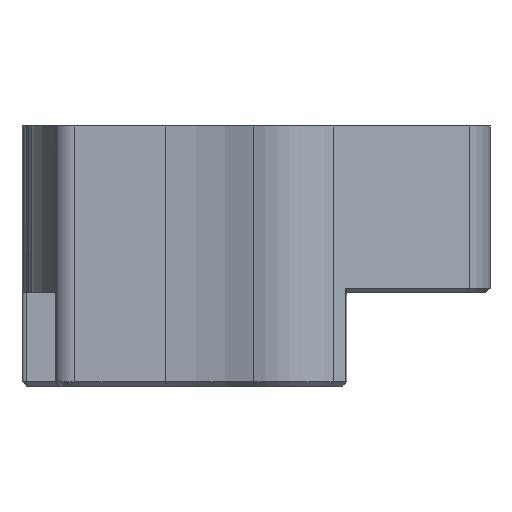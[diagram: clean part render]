
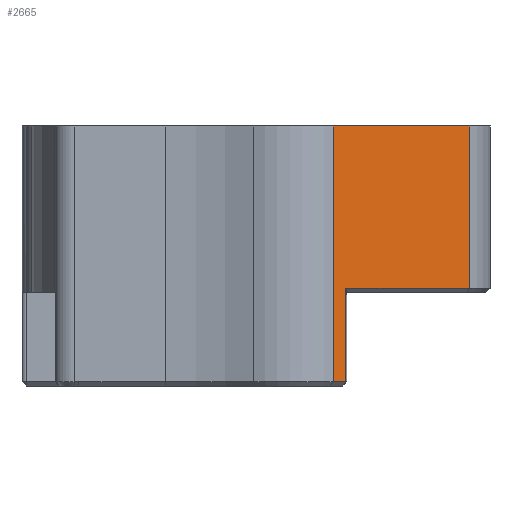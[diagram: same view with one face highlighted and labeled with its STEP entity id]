
A CAD part, left-side view. The second image highlights one B-rep face of the part: STEP entity #2665.
In plain terms, the highlighted planar face has unit normal (-0.703, -0.712, 0).
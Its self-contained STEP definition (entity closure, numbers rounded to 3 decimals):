
#82 = DIRECTION ( 'NONE',  ( -0.702, -0.712, 0. ) ) ;
#116 = CARTESIAN_POINT ( 'NONE',  ( -14.781, -22.634, -16. ) ) ;
#442 = CARTESIAN_POINT ( 'NONE',  ( -2.727, -34.531, -15.6 ) ) ;
#452 = LINE ( 'NONE', #116, #506 ) ;
#467 = VECTOR ( 'NONE', #3545, 1000. ) ;
#502 = CARTESIAN_POINT ( 'NONE',  ( -16.02, -21.411, 0. ) ) ;
#506 = VECTOR ( 'NONE', #1381, 1000. ) ;
#591 = CARTESIAN_POINT ( 'NONE',  ( -16.02, -21.411, -15.6 ) ) ;
#601 = CARTESIAN_POINT ( 'NONE',  ( -16.02, -21.411, -24.6 ) ) ;
#744 = DIRECTION ( 'NONE',  ( 0.712, -0.702, 0. ) ) ;
#809 = EDGE_CURVE ( 'NONE', #3464, #832, #452, .T. ) ;
#832 = VERTEX_POINT ( 'NONE', #2056 ) ;
#867 = CARTESIAN_POINT ( 'NONE',  ( -2.727, -34.531, -3. ) ) ;
#1083 = ORIENTED_EDGE ( 'NONE', *, *, #3919, .T. ) ;
#1182 = LINE ( 'NONE', #591, #2378 ) ;
#1268 = VECTOR ( 'NONE', #2064, 1000. ) ;
#1333 = VERTEX_POINT ( 'NONE', #1896 ) ;
#1381 = DIRECTION ( 'NONE',  ( 0., 0., 1. ) ) ;
#1398 = LINE ( 'NONE', #3900, #2905 ) ;
#1413 = CARTESIAN_POINT ( 'NONE',  ( -14.781, -22.634, -24.6 ) ) ;
#1514 = ORIENTED_EDGE ( 'NONE', *, *, #3513, .F. ) ;
#1534 = DIRECTION ( 'NONE',  ( 0.712, -0.702, 0. ) ) ;
#1631 = FACE_OUTER_BOUND ( 'NONE', #3902, .T. ) ;
#1761 = VERTEX_POINT ( 'NONE', #601 ) ;
#1896 = CARTESIAN_POINT ( 'NONE',  ( -16.02, -21.411, 0. ) ) ;
#1942 = ORIENTED_EDGE ( 'NONE', *, *, #809, .T. ) ;
#1961 = DIRECTION ( 'NONE',  ( 0.712, -0.702, 0. ) ) ;
#2056 = CARTESIAN_POINT ( 'NONE',  ( -14.781, -22.634, -15.6 ) ) ;
#2064 = DIRECTION ( 'NONE',  ( 0., 0., 1. ) ) ;
#2215 = EDGE_CURVE ( 'NONE', #1761, #3464, #1398, .T. ) ;
#2277 = PLANE ( 'NONE',  #2977 ) ;
#2303 = VERTEX_POINT ( 'NONE', #2617 ) ;
#2378 = VECTOR ( 'NONE', #1534, 1000. ) ;
#2437 = LINE ( 'NONE', #867, #1268 ) ;
#2617 = CARTESIAN_POINT ( 'NONE',  ( -2.727, -34.531, 0. ) ) ;
#2665 = ADVANCED_FACE ( 'NONE', ( #1631 ), #2277, .T. ) ;
#2905 = VECTOR ( 'NONE', #744, 1000. ) ;
#2977 = AXIS2_PLACEMENT_3D ( 'NONE', #3890, #82, #1961 ) ;
#3015 = DIRECTION ( 'NONE',  ( 0.712, -0.702, 0. ) ) ;
#3062 = EDGE_CURVE ( 'NONE', #832, #3422, #1182, .T. ) ;
#3076 = ORIENTED_EDGE ( 'NONE', *, *, #3062, .T. ) ;
#3280 = CARTESIAN_POINT ( 'NONE',  ( -16.02, -21.411, -3. ) ) ;
#3383 = EDGE_CURVE ( 'NONE', #1761, #1333, #3853, .T. ) ;
#3416 = LINE ( 'NONE', #502, #4091 ) ;
#3422 = VERTEX_POINT ( 'NONE', #442 ) ;
#3464 = VERTEX_POINT ( 'NONE', #1413 ) ;
#3513 = EDGE_CURVE ( 'NONE', #1333, #2303, #3416, .T. ) ;
#3524 = ORIENTED_EDGE ( 'NONE', *, *, #3383, .F. ) ;
#3545 = DIRECTION ( 'NONE',  ( 0., 0., 1. ) ) ;
#3853 = LINE ( 'NONE', #3280, #467 ) ;
#3855 = ORIENTED_EDGE ( 'NONE', *, *, #2215, .T. ) ;
#3890 = CARTESIAN_POINT ( 'NONE',  ( -16.02, -21.411, -3. ) ) ;
#3900 = CARTESIAN_POINT ( 'NONE',  ( -16.02, -21.411, -24.6 ) ) ;
#3902 = EDGE_LOOP ( 'NONE', ( #3524, #3855, #1942, #3076, #1083, #1514 ) ) ;
#3919 = EDGE_CURVE ( 'NONE', #3422, #2303, #2437, .T. ) ;
#4091 = VECTOR ( 'NONE', #3015, 1000. ) ;
